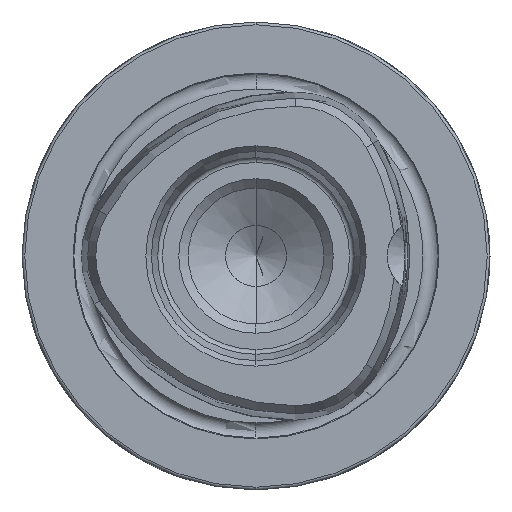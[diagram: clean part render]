
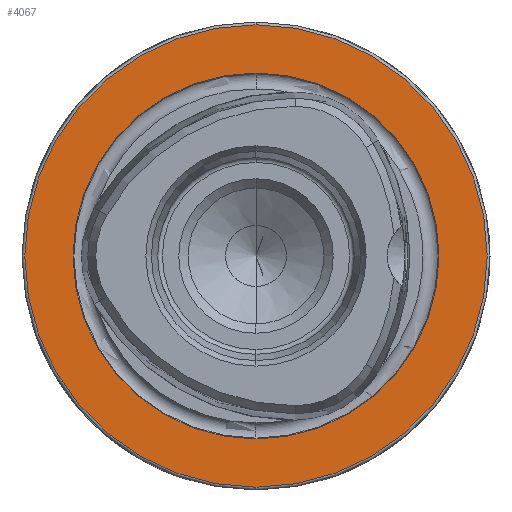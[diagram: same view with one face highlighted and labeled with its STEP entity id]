
A CAD part, left-side view. The second image highlights one B-rep face of the part: STEP entity #4067.
In plain terms, the highlighted planar face has unit normal (-1, 0, 0).
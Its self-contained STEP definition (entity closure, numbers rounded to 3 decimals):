
#75 = DIRECTION ( 'NONE',  ( -1., 0., 0. ) ) ;
#304 = CARTESIAN_POINT ( 'NONE',  ( 0., 0., 24.7 ) ) ;
#331 = DIRECTION ( 'NONE',  ( 1., 0., 0. ) ) ;
#513 = VERTEX_POINT ( 'NONE', #8638 ) ;
#1261 = AXIS2_PLACEMENT_3D ( 'NONE', #3014, #2255, #5911 ) ;
#1300 = AXIS2_PLACEMENT_3D ( 'NONE', #7456, #75, #5210 ) ;
#1579 = VERTEX_POINT ( 'NONE', #304 ) ;
#1609 = ORIENTED_EDGE ( 'NONE', *, *, #4908, .T. ) ;
#2010 = CARTESIAN_POINT ( 'NONE',  ( 0., 0., 0. ) ) ;
#2255 = DIRECTION ( 'NONE',  ( -1., 0., 0. ) ) ;
#2312 = ORIENTED_EDGE ( 'NONE', *, *, #3211, .F. ) ;
#2666 = DIRECTION ( 'NONE',  ( -1., 0., 0. ) ) ;
#2702 = ORIENTED_EDGE ( 'NONE', *, *, #9095, .T. ) ;
#2766 = ORIENTED_EDGE ( 'NONE', *, *, #8187, .F. ) ;
#2891 = VERTEX_POINT ( 'NONE', #2906 ) ;
#2906 = CARTESIAN_POINT ( 'NONE',  ( 0., 0., -24.7 ) ) ;
#3014 = CARTESIAN_POINT ( 'NONE',  ( 0., 0., 0. ) ) ;
#3211 = EDGE_CURVE ( 'NONE', #513, #4207, #3920, .T. ) ;
#3920 = CIRCLE ( 'NONE', #4809, 19.55 ) ;
#4067 = ADVANCED_FACE ( 'NONE', ( #9474, #7504 ), #8405, .F. ) ;
#4207 = VERTEX_POINT ( 'NONE', #6286 ) ;
#4563 = AXIS2_PLACEMENT_3D ( 'NONE', #8376, #331, #4612 ) ;
#4612 = DIRECTION ( 'NONE',  ( 0., 0., -1. ) ) ;
#4809 = AXIS2_PLACEMENT_3D ( 'NONE', #2010, #2666, #5648 ) ;
#4908 = EDGE_CURVE ( 'NONE', #1579, #2891, #5636, .T. ) ;
#5210 = DIRECTION ( 'NONE',  ( 0., 0., 1. ) ) ;
#5288 = CARTESIAN_POINT ( 'NONE',  ( 0., 0., 0. ) ) ;
#5636 = CIRCLE ( 'NONE', #1261, 24.7 ) ;
#5648 = DIRECTION ( 'NONE',  ( 0., 0., 1. ) ) ;
#5911 = DIRECTION ( 'NONE',  ( 0., 0., 1. ) ) ;
#6052 = AXIS2_PLACEMENT_3D ( 'NONE', #5288, #6642, #7387 ) ;
#6286 = CARTESIAN_POINT ( 'NONE',  ( 0., 0., -19.55 ) ) ;
#6547 = CIRCLE ( 'NONE', #1300, 19.55 ) ;
#6642 = DIRECTION ( 'NONE',  ( -1., 0., 0. ) ) ;
#7387 = DIRECTION ( 'NONE',  ( 0., 0., 1. ) ) ;
#7456 = CARTESIAN_POINT ( 'NONE',  ( 0., 0., 0. ) ) ;
#7504 = FACE_OUTER_BOUND ( 'NONE', #9555, .T. ) ;
#7900 = CIRCLE ( 'NONE', #6052, 24.7 ) ;
#8187 = EDGE_CURVE ( 'NONE', #4207, #513, #6547, .T. ) ;
#8376 = CARTESIAN_POINT ( 'NONE',  ( 0., 19.55, 0. ) ) ;
#8405 = PLANE ( 'NONE',  #4563 ) ;
#8638 = CARTESIAN_POINT ( 'NONE',  ( 0., 0., 19.55 ) ) ;
#9095 = EDGE_CURVE ( 'NONE', #2891, #1579, #7900, .T. ) ;
#9474 = FACE_BOUND ( 'NONE', #9537, .T. ) ;
#9537 = EDGE_LOOP ( 'NONE', ( #2312, #2766 ) ) ;
#9555 = EDGE_LOOP ( 'NONE', ( #1609, #2702 ) ) ;
